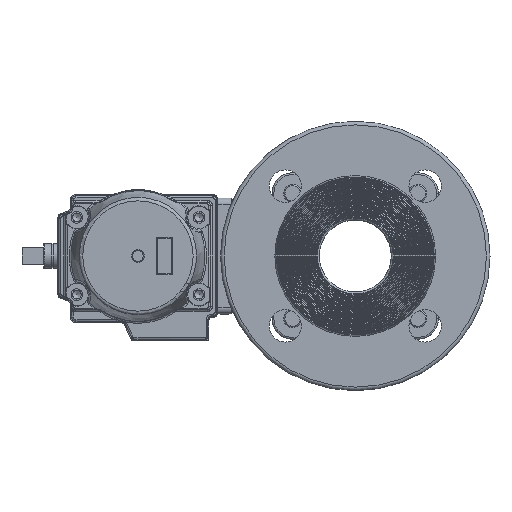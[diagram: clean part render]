
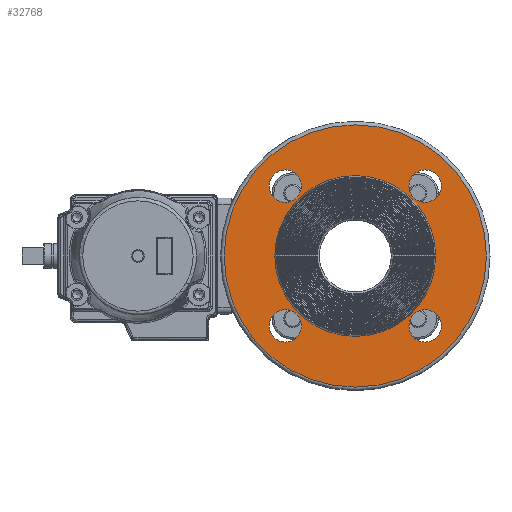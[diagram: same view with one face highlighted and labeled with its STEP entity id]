
A CAD part, left-side view. The second image highlights one B-rep face of the part: STEP entity #32768.
In plain terms, the highlighted planar face has unit normal (-1, 0, 0).
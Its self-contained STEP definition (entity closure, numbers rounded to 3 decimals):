
#5881=PLANE('',#35369);
#8635=ORIENTED_EDGE('',*,*,#17664,.T.);
#8636=ORIENTED_EDGE('',*,*,#17665,.F.);
#8637=ORIENTED_EDGE('',*,*,#17666,.F.);
#8638=ORIENTED_EDGE('',*,*,#17667,.F.);
#8639=ORIENTED_EDGE('',*,*,#17668,.F.);
#8640=ORIENTED_EDGE('',*,*,#17669,.F.);
#17664=EDGE_CURVE('',#22145,#22145,#24876,.T.);
#17665=EDGE_CURVE('',#22146,#22146,#24877,.T.);
#17666=EDGE_CURVE('',#22147,#22147,#24878,.T.);
#17667=EDGE_CURVE('',#22148,#22148,#24879,.T.);
#17668=EDGE_CURVE('',#22149,#22149,#24880,.T.);
#17669=EDGE_CURVE('',#22150,#22150,#24881,.T.);
#22145=VERTEX_POINT('',#75147);
#22146=VERTEX_POINT('',#75149);
#22147=VERTEX_POINT('',#75151);
#22148=VERTEX_POINT('',#75153);
#22149=VERTEX_POINT('',#75155);
#22150=VERTEX_POINT('',#75157);
#24876=CIRCLE('',#35370,73.);
#24877=CIRCLE('',#35371,44.75);
#24878=CIRCLE('',#35372,9.);
#24879=CIRCLE('',#35373,9.);
#24880=CIRCLE('',#35374,9.);
#24881=CIRCLE('',#35375,9.);
#26677=EDGE_LOOP('',(#8635));
#26678=EDGE_LOOP('',(#8636));
#26679=EDGE_LOOP('',(#8637));
#26680=EDGE_LOOP('',(#8638));
#26681=EDGE_LOOP('',(#8639));
#26682=EDGE_LOOP('',(#8640));
#29461=FACE_BOUND('',#26677,.T.);
#29462=FACE_BOUND('',#26678,.T.);
#29463=FACE_BOUND('',#26679,.T.);
#29464=FACE_BOUND('',#26680,.T.);
#29465=FACE_BOUND('',#26681,.T.);
#29466=FACE_BOUND('',#26682,.T.);
#32768=ADVANCED_FACE('',(#29461,#29462,#29463,#29464,#29465,#29466),#5881,
 .F.);
#35369=AXIS2_PLACEMENT_3D('',#75145,#39843,#39844);
#35370=AXIS2_PLACEMENT_3D('',#75146,#39845,#39846);
#35371=AXIS2_PLACEMENT_3D('',#75148,#39847,#39848);
#35372=AXIS2_PLACEMENT_3D('',#75150,#39849,#39850);
#35373=AXIS2_PLACEMENT_3D('',#75152,#39851,#39852);
#35374=AXIS2_PLACEMENT_3D('',#75154,#39853,#39854);
#35375=AXIS2_PLACEMENT_3D('',#75156,#39855,#39856);
#39843=DIRECTION('',(1.,0.,0.));
#39844=DIRECTION('',(0.,0.,-1.));
#39845=DIRECTION('',(-1.,0.,0.));
#39846=DIRECTION('',(0.,0.,1.));
#39847=DIRECTION('',(-1.,0.,0.));
#39848=DIRECTION('',(0.,0.,1.));
#39849=DIRECTION('',(-1.,0.,0.));
#39850=DIRECTION('',(0.,0.,1.));
#39851=DIRECTION('',(-1.,0.,0.));
#39852=DIRECTION('',(0.,0.,1.));
#39853=DIRECTION('',(-1.,0.,0.));
#39854=DIRECTION('',(0.,0.,1.));
#39855=DIRECTION('',(-1.,0.,0.));
#39856=DIRECTION('',(0.,0.,1.));
#75145=CARTESIAN_POINT('',(3.8,44.75,0.));
#75146=CARTESIAN_POINT('',(3.8,0.,0.));
#75147=CARTESIAN_POINT('',(3.8,0.,73.));
#75148=CARTESIAN_POINT('',(3.8,0.,0.));
#75149=CARTESIAN_POINT('',(3.8,0.,44.75));
#75150=CARTESIAN_POINT('',(3.8,38.891,38.891));
#75151=CARTESIAN_POINT('',(3.8,38.891,47.891));
#75152=CARTESIAN_POINT('',(3.8,-38.891,38.891));
#75153=CARTESIAN_POINT('',(3.8,-38.891,47.891));
#75154=CARTESIAN_POINT('',(3.8,-38.891,-38.891));
#75155=CARTESIAN_POINT('',(3.8,-38.891,-29.891));
#75156=CARTESIAN_POINT('',(3.8,38.891,-38.891));
#75157=CARTESIAN_POINT('',(3.8,38.891,-29.891));
